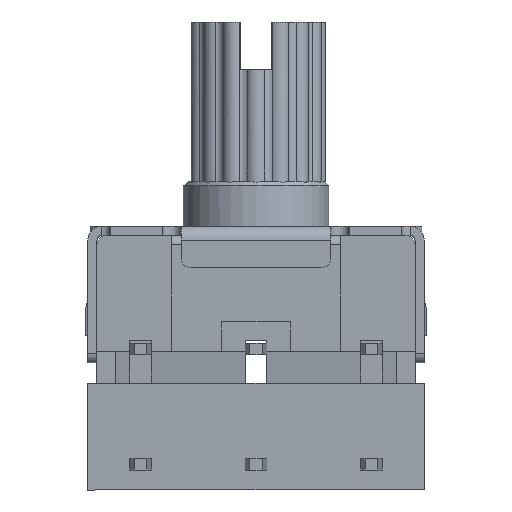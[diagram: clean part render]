
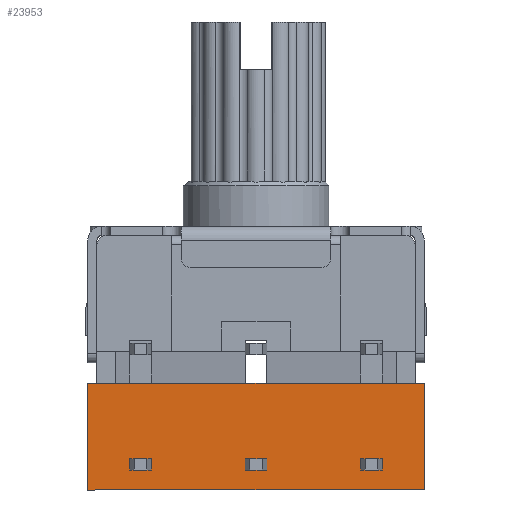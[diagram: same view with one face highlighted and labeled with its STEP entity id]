
A CAD part, front view. The second image highlights one B-rep face of the part: STEP entity #23953.
In plain terms, the highlighted planar face has unit normal (0, -1, 0).
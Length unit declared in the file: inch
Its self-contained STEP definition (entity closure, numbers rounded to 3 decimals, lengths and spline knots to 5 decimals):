
#2 = CARTESIAN_POINT ( 'NONE',  ( 0.19941, -0.20744, -0.10497 ) ) ;
#866 = LINE ( 'NONE', #13207, #4018 ) ;
#2418 = VERTEX_POINT ( 'NONE', #20452 ) ;
#3231 = DIRECTION ( 'NONE',  ( 0., 1., 0. ) ) ;
#4018 = VECTOR ( 'NONE', #27910, 39.37008 ) ;
#4588 = VECTOR ( 'NONE', #17569, 39.37008 ) ;
#8702 = EDGE_CURVE ( 'NONE', #34373, #33837, #21261, .T. ) ;
#11086 = EDGE_CURVE ( 'NONE', #2418, #33837, #866, .T. ) ;
#12043 = FACE_OUTER_BOUND ( 'NONE', #29331, .T. ) ;
#12274 = CARTESIAN_POINT ( 'NONE',  ( 0.19941, -0.20744, -0.01245 ) ) ;
#12866 = ORIENTED_EDGE ( 'NONE', *, *, #11086, .T. ) ;
#13207 = CARTESIAN_POINT ( 'NONE',  ( -0.09193, -0.20744, -0.10497 ) ) ;
#13959 = CARTESIAN_POINT ( 'NONE',  ( 0.19941, -0.20744, -0.01245 ) ) ;
#14731 = LINE ( 'NONE', #2, #18592 ) ;
#14989 = EDGE_CURVE ( 'NONE', #28277, #34373, #14731, .T. ) ;
#16575 = ORIENTED_EDGE ( 'NONE', *, *, #8702, .F. ) ;
#17569 = DIRECTION ( 'NONE',  ( -1., 0., 0. ) ) ;
#18126 = CARTESIAN_POINT ( 'NONE',  ( 0.19941, -0.20744, -0.10497 ) ) ;
#18592 = VECTOR ( 'NONE', #38410, 39.37008 ) ;
#20167 = PLANE ( 'NONE',  #21263 ) ;
#20452 = CARTESIAN_POINT ( 'NONE',  ( -0.09193, -0.20744, -0.01245 ) ) ;
#21261 = LINE ( 'NONE', #29691, #4588 ) ;
#21263 = AXIS2_PLACEMENT_3D ( 'NONE', #18126, #3231, #32599 ) ;
#22378 = CARTESIAN_POINT ( 'NONE',  ( -0.09193, -0.20744, -0.10497 ) ) ;
#22715 = ORIENTED_EDGE ( 'NONE', *, *, #37811, .T. ) ;
#23953 = ADVANCED_FACE ( 'NONE', ( #12043 ), #20167, .F. ) ;
#25543 = ORIENTED_EDGE ( 'NONE', *, *, #14989, .F. ) ;
#27132 = CARTESIAN_POINT ( 'NONE',  ( 0.19941, -0.20744, -0.10497 ) ) ;
#27366 = DIRECTION ( 'NONE',  ( -1., 0., 0. ) ) ;
#27910 = DIRECTION ( 'NONE',  ( 0., 0., -1. ) ) ;
#28277 = VERTEX_POINT ( 'NONE', #13959 ) ;
#29331 = EDGE_LOOP ( 'NONE', ( #12866, #16575, #25543, #22715 ) ) ;
#29691 = CARTESIAN_POINT ( 'NONE',  ( 0.19941, -0.20744, -0.10497 ) ) ;
#30100 = LINE ( 'NONE', #12274, #38313 ) ;
#32599 = DIRECTION ( 'NONE',  ( 1., 0., 0. ) ) ;
#33837 = VERTEX_POINT ( 'NONE', #22378 ) ;
#34373 = VERTEX_POINT ( 'NONE', #27132 ) ;
#37811 = EDGE_CURVE ( 'NONE', #28277, #2418, #30100, .T. ) ;
#38313 = VECTOR ( 'NONE', #27366, 39.37008 ) ;
#38410 = DIRECTION ( 'NONE',  ( 0., 0., -1. ) ) ;
